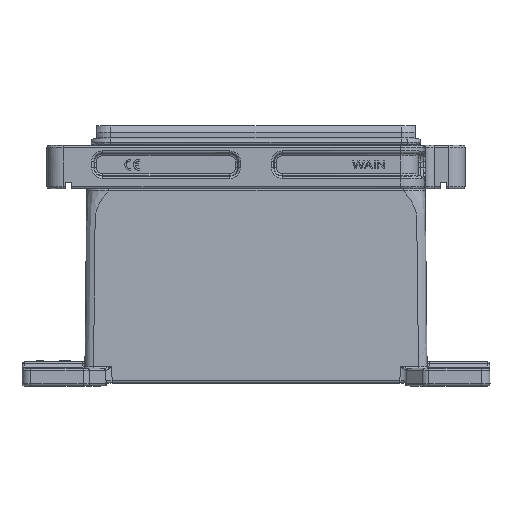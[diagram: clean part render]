
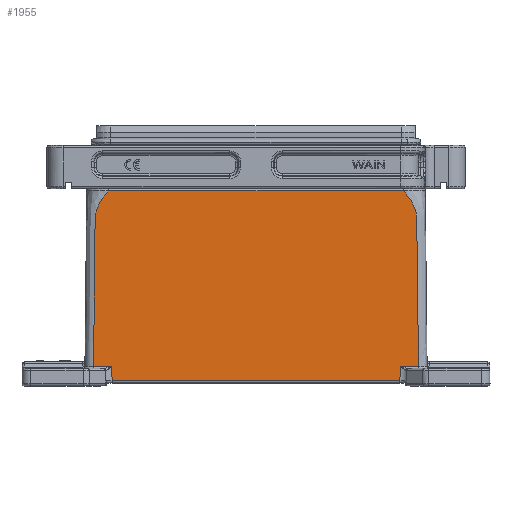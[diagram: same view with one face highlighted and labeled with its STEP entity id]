
A CAD part, top view. The second image highlights one B-rep face of the part: STEP entity #1955.
In plain terms, the highlighted planar face has unit normal (0, 0.011, 1).
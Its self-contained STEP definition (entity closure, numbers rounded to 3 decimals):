
#1156=PLANE('',#22266);
#1955=ADVANCED_FACE('NONE',(#3387),#1156,.T.);
#3387=FACE_OUTER_BOUND('',#4643,.T.);
#4643=EDGE_LOOP('',(#10989,#10990,#10991,#10992,#10993,#10994,#10995,#10996));
#6517=LINE('',#36013,#7923);
#6528=LINE('',#36918,#7934);
#6529=LINE('',#36928,#7935);
#7923=VECTOR('',#25101,1.);
#7934=VECTOR('',#25134,1.);
#7935=VECTOR('',#25135,1.);
#10989=ORIENTED_EDGE('',*,*,#18546,.T.);
#10990=ORIENTED_EDGE('',*,*,#18547,.F.);
#10991=ORIENTED_EDGE('',*,*,#18548,.T.);
#10992=ORIENTED_EDGE('',*,*,#18549,.T.);
#10993=ORIENTED_EDGE('',*,*,#18550,.F.);
#10994=ORIENTED_EDGE('',*,*,#18512,.F.);
#10995=ORIENTED_EDGE('',*,*,#18514,.F.);
#10996=ORIENTED_EDGE('',*,*,#18551,.T.);
#16128=VERTEX_POINT('',#35666);
#16137=VERTEX_POINT('',#36012);
#16138=VERTEX_POINT('',#36020);
#16157=VERTEX_POINT('',#36916);
#16158=VERTEX_POINT('',#36917);
#16159=VERTEX_POINT('',#36919);
#16160=VERTEX_POINT('',#36927);
#16161=VERTEX_POINT('',#36929);
#18512=EDGE_CURVE('NONE',#16128,#16137,#6517,.T.);
#18514=EDGE_CURVE('NONE',#16138,#16128,#20820,.T.);
#18546=EDGE_CURVE('NONE',#16157,#16158,#20839,.T.);
#18547=EDGE_CURVE('NONE',#16159,#16158,#6528,.T.);
#18548=EDGE_CURVE('NONE',#16159,#16160,#20840,.T.);
#18549=EDGE_CURVE('NONE',#16160,#16161,#6529,.T.);
#18550=EDGE_CURVE('NONE',#16137,#16161,#20841,.T.);
#18551=EDGE_CURVE('NONE',#16138,#16157,#20842,.T.);
#20820=B_SPLINE_CURVE_WITH_KNOTS('',3,(#36021,#36022,#36023,#36024,#36025,
#36026,#36027,#36028,#36029,#36030,#36031,#36032,#36033,#36034,#36035,#36036,
#36037,#36038,#36039,#36040,#36041,#36042,#36043,#36044,#36045,#36046,#36047,
#36048,#36049,#36050,#36051,#36052,#36053,#36054,#36055,#36056,#36057,#36058,
#36059,#36060,#36061,#36062,#36063,#36064,#36065,#36066,#36067,#36068,#36069,
#36070,#36071,#36072,#36073,#36074,#36075,#36076,#36077,#36078,#36079,#36080,
#36081),.UNSPECIFIED.,.F.,.F.,(4,1,1,1,1,1,1,1,2,2,2,2,1,1,1,1,1,2,2,2,
2,1,1,1,2,2,2,2,2,2,2,2,2,2,2,2,2,4),(0.,0.25,0.375,
0.437,0.469,0.484,0.492,
0.496,0.498,0.5,0.625,
0.687,0.719,0.734,0.742,
0.746,0.748,0.749,0.75,
0.781,0.797,0.805,0.809,
0.811,0.812,0.812,0.844,
0.852,0.855,0.859,0.867,
0.871,0.875,0.906,0.922,
0.93,0.937,1.),.UNSPECIFIED.);
#20839=B_SPLINE_CURVE_WITH_KNOTS('',3,(#36912,#36913,#36914,#36915),
 .UNSPECIFIED.,.F.,.F.,(4,4),(0.,1.),.UNSPECIFIED.);
#20840=B_SPLINE_CURVE_WITH_KNOTS('',3,(#36920,#36921,#36922,#36923,#36924,
#36925,#36926),.UNSPECIFIED.,.F.,.F.,(4,3,4),(0.,0.01,1.),
 .UNSPECIFIED.);
#20841=B_SPLINE_CURVE_WITH_KNOTS('',3,(#36930,#36931,#36932,#36933,#36934,
#36935,#36936,#36937,#36938,#36939,#36940,#36941),.UNSPECIFIED.,.F.,.F.,
(4,2,2,2,2,4),(0.,0.125,0.188,0.25,0.5,
1.),.UNSPECIFIED.);
#20842=B_SPLINE_CURVE_WITH_KNOTS('',3,(#36942,#36943,#36944,#36945),
 .UNSPECIFIED.,.F.,.F.,(4,4),(0.,1.),.UNSPECIFIED.);
#22266=AXIS2_PLACEMENT_3D('',#36946,#25136,#25137);
#25101=DIRECTION('',(1.,0.,0.));
#25134=DIRECTION('',(-1.,0.,0.));
#25135=DIRECTION('',(1.,0.,0.));
#25136=DIRECTION('',(0.,0.01,1.));
#25137=DIRECTION('',(0.,-1.,0.01));
#35666=CARTESIAN_POINT('',(40.023,90.011,-10.972));
#36012=CARTESIAN_POINT('',(175.942,90.011,-10.972));
#36013=CARTESIAN_POINT('',(32.63,90.011,-10.972));
#36020=CARTESIAN_POINT('',(33.024,8.99,-10.124));
#36021=CARTESIAN_POINT('',(33.024,8.99,-10.124));
#36022=CARTESIAN_POINT('',(33.095,15.762,-10.195));
#36023=CARTESIAN_POINT('',(33.201,25.921,-10.301));
#36024=CARTESIAN_POINT('',(33.325,37.773,-10.425));
#36025=CARTESIAN_POINT('',(33.387,43.699,-10.487));
#36026=CARTESIAN_POINT('',(33.418,46.662,-10.518));
#36027=CARTESIAN_POINT('',(33.434,48.144,-10.534));
#36028=CARTESIAN_POINT('',(33.441,48.884,-10.542));
#36029=CARTESIAN_POINT('',(33.445,49.255,-10.545));
#36030=CARTESIAN_POINT('',(33.447,49.413,-10.547));
#36031=CARTESIAN_POINT('',(33.448,49.519,-10.548));
#36032=CARTESIAN_POINT('',(33.448,49.523,-10.548));
#36033=CARTESIAN_POINT('',(33.518,56.17,-10.618));
#36034=CARTESIAN_POINT('',(33.57,61.135,-10.67));
#36035=CARTESIAN_POINT('',(33.623,66.215,-10.723));
#36036=CARTESIAN_POINT('',(33.636,67.513,-10.737));
#36037=CARTESIAN_POINT('',(33.651,68.868,-10.751));
#36038=CARTESIAN_POINT('',(33.656,69.398,-10.756));
#36039=CARTESIAN_POINT('',(33.66,69.757,-10.76));
#36040=CARTESIAN_POINT('',(33.661,69.871,-10.761));
#36041=CARTESIAN_POINT('',(33.662,69.912,-10.762));
#36042=CARTESIAN_POINT('',(33.662,69.929,-10.762));
#36043=CARTESIAN_POINT('',(33.662,69.935,-10.762));
#36044=CARTESIAN_POINT('',(33.662,69.939,-10.762));
#36045=CARTESIAN_POINT('',(33.661,69.89,-10.762));
#36046=CARTESIAN_POINT('',(33.679,71.622,-10.78));
#36047=CARTESIAN_POINT('',(33.693,72.886,-10.793));
#36048=CARTESIAN_POINT('',(33.706,74.155,-10.806));
#36049=CARTESIAN_POINT('',(33.709,74.475,-10.81));
#36050=CARTESIAN_POINT('',(33.713,74.797,-10.813));
#36051=CARTESIAN_POINT('',(33.714,74.919,-10.814));
#36052=CARTESIAN_POINT('',(33.715,74.993,-10.815));
#36053=CARTESIAN_POINT('',(33.715,75.013,-10.815));
#36054=CARTESIAN_POINT('',(33.715,75.018,-10.815));
#36055=CARTESIAN_POINT('',(33.715,75.021,-10.815));
#36056=CARTESIAN_POINT('',(33.715,74.984,-10.815));
#36057=CARTESIAN_POINT('',(33.727,76.251,-10.828));
#36058=CARTESIAN_POINT('',(33.746,77.193,-10.838));
#36059=CARTESIAN_POINT('',(33.804,78.011,-10.847));
#36060=CARTESIAN_POINT('',(33.816,78.156,-10.848));
#36061=CARTESIAN_POINT('',(33.835,78.347,-10.85));
#36062=CARTESIAN_POINT('',(33.841,78.405,-10.851));
#36063=CARTESIAN_POINT('',(33.867,78.619,-10.853));
#36064=CARTESIAN_POINT('',(33.881,78.726,-10.854));
#36065=CARTESIAN_POINT('',(33.927,79.044,-10.858));
#36066=CARTESIAN_POINT('',(33.963,79.255,-10.86));
#36067=CARTESIAN_POINT('',(34.023,79.569,-10.863));
#36068=CARTESIAN_POINT('',(34.045,79.673,-10.865));
#36069=CARTESIAN_POINT('',(34.089,79.881,-10.867));
#36070=CARTESIAN_POINT('',(34.125,80.033,-10.869));
#36071=CARTESIAN_POINT('',(34.24,80.513,-10.874));
#36072=CARTESIAN_POINT('',(34.423,81.168,-10.881));
#36073=CARTESIAN_POINT('',(34.905,82.445,-10.896));
#36074=CARTESIAN_POINT('',(35.1,82.918,-10.901));
#36075=CARTESIAN_POINT('',(35.463,83.69,-10.909));
#36076=CARTESIAN_POINT('',(35.595,83.957,-10.912));
#36077=CARTESIAN_POINT('',(35.887,84.508,-10.919));
#36078=CARTESIAN_POINT('',(36.066,84.827,-10.923));
#36079=CARTESIAN_POINT('',(37.438,87.132,-10.952));
#36080=CARTESIAN_POINT('',(38.798,88.712,-10.965));
#36081=CARTESIAN_POINT('',(40.022,90.011,-10.972));
#36912=CARTESIAN_POINT('',(41.459,8.99,-10.124));
#36913=CARTESIAN_POINT('',(41.49,6.763,-10.1));
#36914=CARTESIAN_POINT('',(41.522,4.537,-10.077));
#36915=CARTESIAN_POINT('',(41.554,2.311,-10.054));
#36916=CARTESIAN_POINT('',(41.459,8.99,-10.124));
#36917=CARTESIAN_POINT('',(41.554,2.311,-10.053));
#36918=CARTESIAN_POINT('',(38.439,2.311,-10.054));
#36919=CARTESIAN_POINT('',(174.411,2.311,-10.053));
#36920=CARTESIAN_POINT('',(174.41,2.244,-10.053));
#36921=CARTESIAN_POINT('',(174.411,2.266,-10.053));
#36922=CARTESIAN_POINT('',(174.411,2.288,-10.054));
#36923=CARTESIAN_POINT('',(174.411,2.311,-10.054));
#36924=CARTESIAN_POINT('',(174.443,4.537,-10.077));
#36925=CARTESIAN_POINT('',(174.475,6.763,-10.1));
#36926=CARTESIAN_POINT('',(174.507,8.989,-10.124));
#36927=CARTESIAN_POINT('',(174.507,8.989,-10.124));
#36928=CARTESIAN_POINT('',(25.911,8.99,-10.124));
#36929=CARTESIAN_POINT('',(182.942,8.99,-10.124));
#36930=CARTESIAN_POINT('',(175.942,90.011,-10.972));
#36931=CARTESIAN_POINT('',(178.167,87.668,-10.948));
#36932=CARTESIAN_POINT('',(180.187,84.959,-10.919));
#36933=CARTESIAN_POINT('',(181.906,80.139,-10.869));
#36934=CARTESIAN_POINT('',(182.21,78.41,-10.851));
#36935=CARTESIAN_POINT('',(182.259,74.939,-10.814));
#36936=CARTESIAN_POINT('',(182.269,73.203,-10.796));
#36937=CARTESIAN_POINT('',(182.361,64.526,-10.705));
#36938=CARTESIAN_POINT('',(182.432,57.584,-10.633));
#36939=CARTESIAN_POINT('',(182.651,36.758,-10.415));
#36940=CARTESIAN_POINT('',(182.796,22.874,-10.269));
#36941=CARTESIAN_POINT('',(182.942,8.99,-10.124));
#36942=CARTESIAN_POINT('',(33.024,8.99,-10.124));
#36943=CARTESIAN_POINT('',(35.835,8.99,-10.124));
#36944=CARTESIAN_POINT('',(38.647,8.99,-10.124));
#36945=CARTESIAN_POINT('',(41.459,8.99,-10.124));
#36946=CARTESIAN_POINT('',(25.911,91.,-10.983));
